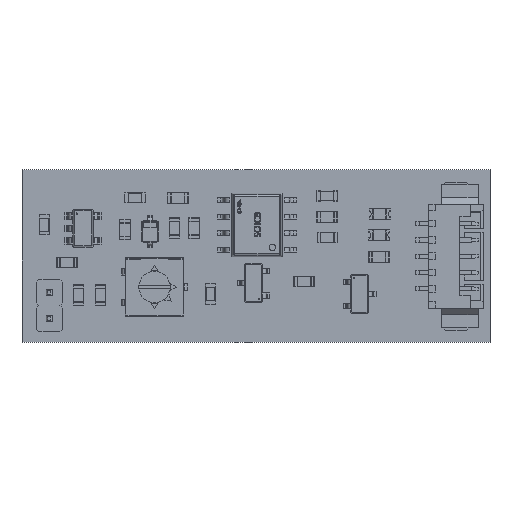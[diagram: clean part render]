
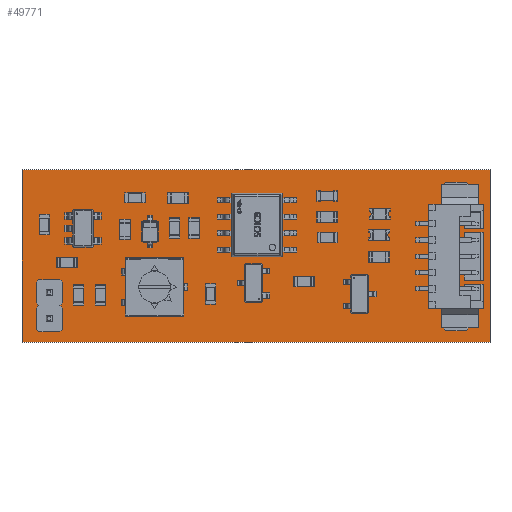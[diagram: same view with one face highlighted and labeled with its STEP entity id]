
A CAD part, top view. The second image highlights one B-rep face of the part: STEP entity #49771.
In plain terms, the highlighted planar face has unit normal (0, 0, 1).
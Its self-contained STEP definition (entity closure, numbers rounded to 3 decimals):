
#49637 = VERTEX_POINT('',#49638);
#49638 = CARTESIAN_POINT('',(163.03,-101.702,1.51));
#49644 = EDGE_CURVE('',#49637,#49645,#49647,.T.);
#49645 = VERTEX_POINT('',#49646);
#49646 = CARTESIAN_POINT('',(127.089,-101.702,1.51));
#49647 = LINE('',#49648,#49649);
#49648 = CARTESIAN_POINT('',(163.03,-101.702,1.51));
#49649 = VECTOR('',#49650,1.);
#49650 = DIRECTION('',(-1.,0.,0.));
#49677 = VERTEX_POINT('',#49678);
#49678 = CARTESIAN_POINT('',(163.03,-88.443,1.51));
#49684 = EDGE_CURVE('',#49677,#49637,#49685,.T.);
#49685 = LINE('',#49686,#49687);
#49686 = CARTESIAN_POINT('',(163.03,-88.443,1.51));
#49687 = VECTOR('',#49688,1.);
#49688 = DIRECTION('',(0.,-1.,0.));
#49706 = EDGE_CURVE('',#49645,#49707,#49709,.T.);
#49707 = VERTEX_POINT('',#49708);
#49708 = CARTESIAN_POINT('',(127.089,-88.443,1.51));
#49709 = LINE('',#49710,#49711);
#49710 = CARTESIAN_POINT('',(127.089,-101.702,1.51));
#49711 = VECTOR('',#49712,1.);
#49712 = DIRECTION('',(0.,1.,0.));
#49771 = ADVANCED_FACE('',(#49772,#49783,#49794),#49805,.T.);
#49772 = FACE_BOUND('',#49773,.T.);
#49773 = EDGE_LOOP('',(#49774,#49775,#49776,#49782));
#49774 = ORIENTED_EDGE('',*,*,#49644,.F.);
#49775 = ORIENTED_EDGE('',*,*,#49684,.F.);
#49776 = ORIENTED_EDGE('',*,*,#49777,.F.);
#49777 = EDGE_CURVE('',#49707,#49677,#49778,.T.);
#49778 = LINE('',#49779,#49780);
#49779 = CARTESIAN_POINT('',(127.089,-88.443,1.51));
#49780 = VECTOR('',#49781,1.);
#49781 = DIRECTION('',(1.,0.,0.));
#49782 = ORIENTED_EDGE('',*,*,#49706,.F.);
#49783 = FACE_BOUND('',#49784,.T.);
#49784 = EDGE_LOOP('',(#49785));
#49785 = ORIENTED_EDGE('',*,*,#49786,.T.);
#49786 = EDGE_CURVE('',#49787,#49787,#49789,.T.);
#49787 = VERTEX_POINT('',#49788);
#49788 = CARTESIAN_POINT('',(129.184,-100.282,1.51));
#49789 = CIRCLE('',#49790,0.4);
#49790 = AXIS2_PLACEMENT_3D('',#49791,#49792,#49793);
#49791 = CARTESIAN_POINT('',(129.184,-99.882,1.51));
#49792 = DIRECTION('',(-0.,0.,-1.));
#49793 = DIRECTION('',(0.,-1.,-0.));
#49794 = FACE_BOUND('',#49795,.T.);
#49795 = EDGE_LOOP('',(#49796));
#49796 = ORIENTED_EDGE('',*,*,#49797,.T.);
#49797 = EDGE_CURVE('',#49798,#49798,#49800,.T.);
#49798 = VERTEX_POINT('',#49799);
#49799 = CARTESIAN_POINT('',(129.184,-98.282,1.51));
#49800 = CIRCLE('',#49801,0.4);
#49801 = AXIS2_PLACEMENT_3D('',#49802,#49803,#49804);
#49802 = CARTESIAN_POINT('',(129.184,-97.882,1.51));
#49803 = DIRECTION('',(-0.,0.,-1.));
#49804 = DIRECTION('',(0.,-1.,-0.));
#49805 = PLANE('',#49806);
#49806 = AXIS2_PLACEMENT_3D('',#49807,#49808,#49809);
#49807 = CARTESIAN_POINT('',(0.,0.,1.51));
#49808 = DIRECTION('',(0.,0.,1.));
#49809 = DIRECTION('',(1.,0.,-0.));
